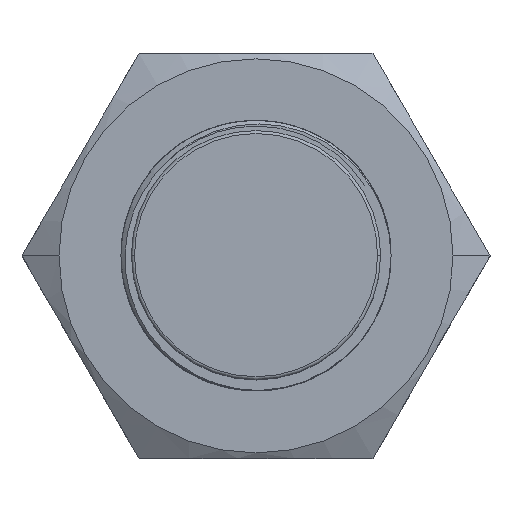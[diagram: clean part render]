
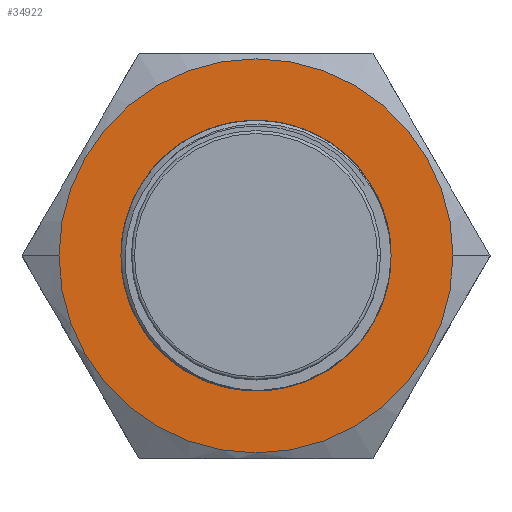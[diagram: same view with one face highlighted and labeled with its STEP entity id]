
A CAD part, top view. The second image highlights one B-rep face of the part: STEP entity #34922.
In plain terms, the highlighted planar face has unit normal (0, 0, 1).
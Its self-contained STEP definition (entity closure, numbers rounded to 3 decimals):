
#5590=CARTESIAN_POINT('',(-18.706,15.588,
-28.));
#5591=DIRECTION('',(0.,0.,-1.));
#5592=DIRECTION('',(1.,0.,0.));
#5593=AXIS2_PLACEMENT_3D('',#5590,#5591,#5592);
#5595=CARTESIAN_POINT('',(-18.706,15.588,
-28.));
#5596=DIRECTION('',(0.,0.,-1.));
#5597=DIRECTION('',(-1.,0.,0.));
#5598=AXIS2_PLACEMENT_3D('',#5595,#5596,#5597);
#5600=CARTESIAN_POINT('',(-27.696,15.168,-28.));
#5601=CARTESIAN_POINT('',(-27.664,14.675,-28.));
#5602=CARTESIAN_POINT('',(-27.52,13.711,-28.));
#5603=CARTESIAN_POINT('',(-27.073,12.305,-28.));
#5604=CARTESIAN_POINT('',(-26.416,11.021,-28.));
#5605=CARTESIAN_POINT('',(-25.562,9.851,-28.));
#5606=CARTESIAN_POINT('',(-24.509,8.824,-28.));
#5607=CARTESIAN_POINT('',(-23.292,7.978,-28.));
#5608=CARTESIAN_POINT('',(-22.029,7.385,-28.));
#5609=CARTESIAN_POINT('',(-20.815,7.022,-28.));
#5610=CARTESIAN_POINT('',(-19.7,6.847,-28.));
#5611=CARTESIAN_POINT('',(-18.66,6.812,-28.));
#5612=CARTESIAN_POINT('',(-17.675,6.889,-28.));
#5613=CARTESIAN_POINT('',(-16.702,7.079,-28.));
#5614=CARTESIAN_POINT('',(-15.754,7.381,-28.));
#5615=CARTESIAN_POINT('',(-14.852,7.784,-28.));
#5616=CARTESIAN_POINT('',(-14.009,8.283,-28.));
#5617=CARTESIAN_POINT('',(-13.229,8.873,-28.));
#5618=CARTESIAN_POINT('',(-12.52,9.544,-28.));
#5619=CARTESIAN_POINT('',(-12.102,10.04,-28.));
#5620=CARTESIAN_POINT('',(-11.907,10.3,-28.));
#5622=CARTESIAN_POINT('',(-11.907,10.3,-28.));
#5623=CARTESIAN_POINT('',(-11.706,10.549,-28.));
#5624=CARTESIAN_POINT('',(-11.333,11.068,-28.));
#5625=CARTESIAN_POINT('',(-10.855,11.914,-28.));
#5626=CARTESIAN_POINT('',(-10.469,12.824,-28.));
#5627=CARTESIAN_POINT('',(-10.183,13.803,-28.));
#5628=CARTESIAN_POINT('',(-10.007,14.839,-28.));
#5629=CARTESIAN_POINT('',(-9.957,15.923,-28.));
#5630=CARTESIAN_POINT('',(-10.046,17.007,-28.));
#5631=CARTESIAN_POINT('',(-10.259,18.044,-28.));
#5632=CARTESIAN_POINT('',(-10.585,19.021,-28.));
#5633=CARTESIAN_POINT('',(-11.014,19.929,-28.));
#5634=CARTESIAN_POINT('',(-11.521,20.756,-28.));
#5635=CARTESIAN_POINT('',(-12.089,21.489,-28.));
#5636=CARTESIAN_POINT('',(-12.715,22.146,-28.));
#5637=CARTESIAN_POINT('',(-13.407,22.739,-28.));
#5638=CARTESIAN_POINT('',(-14.159,23.262,-28.));
#5639=CARTESIAN_POINT('',(-14.956,23.701,-28.));
#5640=CARTESIAN_POINT('',(-15.805,24.062,-28.));
#5641=CARTESIAN_POINT('',(-16.735,24.349,-28.));
#5642=CARTESIAN_POINT('',(-17.766,24.541,-28.));
#5643=CARTESIAN_POINT('',(-18.509,24.587,-28.));
#5644=CARTESIAN_POINT('',(-18.896,24.586,-28.));
#10476=CARTESIAN_POINT('',(-18.706,15.588,-28.));
#10477=DIRECTION('',(0.,0.,-1.));
#10478=DIRECTION('',(-0.999,-0.047,0.));
#10479=AXIS2_PLACEMENT_3D('',#10476,#10477,#10478);
#15468=CARTESIAN_POINT('',(-5.581,15.588,
-28.));
#15469=CARTESIAN_POINT('',(-31.831,15.588,
-28.));
#15470=VERTEX_POINT('',#15468);
#15471=VERTEX_POINT('',#15469);
#18733=VERTEX_POINT('',#5600);
#18734=VERTEX_POINT('',#5620);
#18735=VERTEX_POINT('',#5644);
#34904=CARTESIAN_POINT('',(-26.5,29.088,-28.));
#34905=DIRECTION('',(0.,0.,1.));
#34906=DIRECTION('',(-1.,0.,0.));
#34907=AXIS2_PLACEMENT_3D('',#34904,#34905,#34906);
#34908=PLANE('',#34907);
#34910=ORIENTED_EDGE('',*,*,#34909,.T.);
#34912=ORIENTED_EDGE('',*,*,#34911,.T.);
#34913=EDGE_LOOP('',(#34910,#34912));
#34914=FACE_OUTER_BOUND('',#34913,.F.);
#34915=ORIENTED_EDGE('',*,*,#29299,.T.);
#34917=ORIENTED_EDGE('',*,*,#34916,.T.);
#34919=ORIENTED_EDGE('',*,*,#34918,.F.);
#34920=EDGE_LOOP('',(#34915,#34917,#34919));
#34921=FACE_BOUND('',#34920,.F.);
#34922=ADVANCED_FACE('',(#34914,#34921),#34908,.T.);
#5594=CIRCLE('',#5593,13.125);
#5599=CIRCLE('',#5598,13.125);
#5621=B_SPLINE_CURVE_WITH_KNOTS('',3,(#5600,#5601,#5602,#5603,#5604,#5605,#5606,
#5607,#5608,#5609,#5610,#5611,#5612,#5613,#5614,#5615,#5616,#5617,#5618,#5619,
#5620),.UNSPECIFIED.,.F.,.F.,(4,1,1,1,1,1,1,1,1,1,1,1,1,1,1,1,1,1,4),(0.,
0.056,0.111,0.167,0.222,
0.278,0.333,0.389,0.444,0.5,
0.556,0.611,0.667,0.722,
0.778,0.833,0.889,0.944,1.),
.UNSPECIFIED.);
#5645=B_SPLINE_CURVE_WITH_KNOTS('',3,(#5622,#5623,#5624,#5625,#5626,#5627,#5628,
#5629,#5630,#5631,#5632,#5633,#5634,#5635,#5636,#5637,#5638,#5639,#5640,#5641,
#5642,#5643,#5644),.UNSPECIFIED.,.F.,.F.,(4,1,1,1,1,1,1,1,1,1,1,1,1,1,1,1,1,1,1,
1,4),(0.,0.05,0.1,0.15,0.2,0.25,0.3,0.35,0.4,0.45,0.5,
0.55,0.6,0.65,0.7,0.75,0.8,0.85,0.9,0.95,1.),.UNSPECIFIED.);
#10480=CIRCLE('',#10479,9.);
#29299=EDGE_CURVE('',#18733,#18734,#5621,.T.);
#34909=EDGE_CURVE('',#15470,#15471,#5594,.T.);
#34911=EDGE_CURVE('',#15471,#15470,#5599,.T.);
#34916=EDGE_CURVE('',#18734,#18735,#5645,.T.);
#34918=EDGE_CURVE('',#18733,#18735,#10480,.T.);
